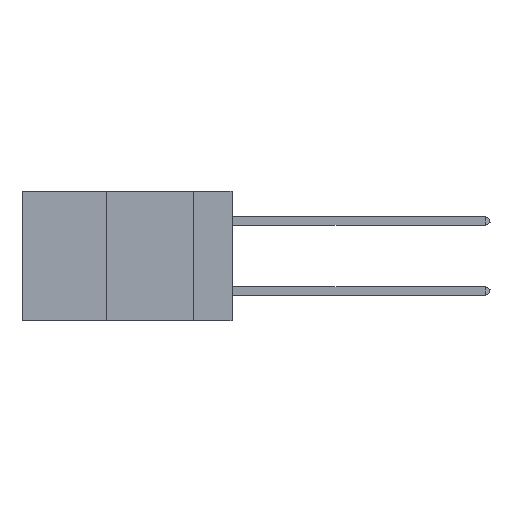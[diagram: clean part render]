
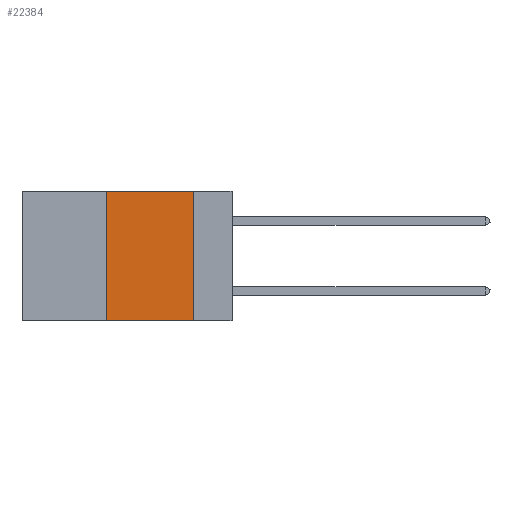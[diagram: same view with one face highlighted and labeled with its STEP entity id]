
A CAD part, left-side view. The second image highlights one B-rep face of the part: STEP entity #22384.
In plain terms, the highlighted planar face has unit normal (-1, 0, 0).
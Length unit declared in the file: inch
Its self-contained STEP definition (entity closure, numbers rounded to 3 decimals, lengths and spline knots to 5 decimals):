
#116 = VECTOR ( 'NONE', #2985, 39.37008 ) ;
#585 = PLANE ( 'NONE',  #10784 ) ;
#1029 = CARTESIAN_POINT ( 'NONE',  ( 0., 0.11, 0. ) ) ;
#2985 = DIRECTION ( 'NONE',  ( 0., -1., 0. ) ) ;
#5633 = DIRECTION ( 'NONE',  ( 0., -1., 0. ) ) ;
#6225 = EDGE_CURVE ( 'NONE', #14770, #13736, #26888, .T. ) ;
#6530 = EDGE_LOOP ( 'NONE', ( #22367, #10058, #12977, #8199 ) ) ;
#6644 = DIRECTION ( 'NONE',  ( 0., 0., 1. ) ) ;
#6783 = VECTOR ( 'NONE', #20887, 39.37008 ) ;
#7025 = CARTESIAN_POINT ( 'NONE',  ( 0., 0.11, 0. ) ) ;
#7303 = DIRECTION ( 'NONE',  ( 0., 0., -1. ) ) ;
#8199 = ORIENTED_EDGE ( 'NONE', *, *, #21191, .T. ) ;
#8320 = VERTEX_POINT ( 'NONE', #14868 ) ;
#8560 = FACE_OUTER_BOUND ( 'NONE', #6530, .T. ) ;
#8628 = VECTOR ( 'NONE', #5633, 39.37008 ) ;
#9376 = LINE ( 'NONE', #26126, #8628 ) ;
#10058 = ORIENTED_EDGE ( 'NONE', *, *, #25042, .F. ) ;
#10784 = AXIS2_PLACEMENT_3D ( 'NONE', #17003, #28391, #7303 ) ;
#11484 = VECTOR ( 'NONE', #6644, 39.37008 ) ;
#12568 = VERTEX_POINT ( 'NONE', #1029 ) ;
#12936 = EDGE_CURVE ( 'NONE', #12568, #8320, #24775, .T. ) ;
#12977 = ORIENTED_EDGE ( 'NONE', *, *, #6225, .F. ) ;
#13304 = CARTESIAN_POINT ( 'NONE',  ( 0., 0.36, 0. ) ) ;
#13736 = VERTEX_POINT ( 'NONE', #15835 ) ;
#14550 = CARTESIAN_POINT ( 'NONE',  ( 0., 0.36, -0.37 ) ) ;
#14770 = VERTEX_POINT ( 'NONE', #14550 ) ;
#14868 = CARTESIAN_POINT ( 'NONE',  ( 0., 0.11, -0.37 ) ) ;
#15835 = CARTESIAN_POINT ( 'NONE',  ( 0., 0.36, 0. ) ) ;
#17003 = CARTESIAN_POINT ( 'NONE',  ( 0., 0.6, 0. ) ) ;
#17359 = CARTESIAN_POINT ( 'NONE',  ( 0., 0.6, 0. ) ) ;
#20663 = LINE ( 'NONE', #17359, #116 ) ;
#20887 = DIRECTION ( 'NONE',  ( 0., 0., -1. ) ) ;
#21191 = EDGE_CURVE ( 'NONE', #14770, #8320, #9376, .T. ) ;
#22367 = ORIENTED_EDGE ( 'NONE', *, *, #12936, .F. ) ;
#22384 = ADVANCED_FACE ( 'NONE', ( #8560 ), #585, .F. ) ;
#24775 = LINE ( 'NONE', #7025, #6783 ) ;
#25042 = EDGE_CURVE ( 'NONE', #13736, #12568, #20663, .T. ) ;
#26126 = CARTESIAN_POINT ( 'NONE',  ( 0., 0.6, -0.37 ) ) ;
#26888 = LINE ( 'NONE', #13304, #11484 ) ;
#28391 = DIRECTION ( 'NONE',  ( 1., 0., 0. ) ) ;
